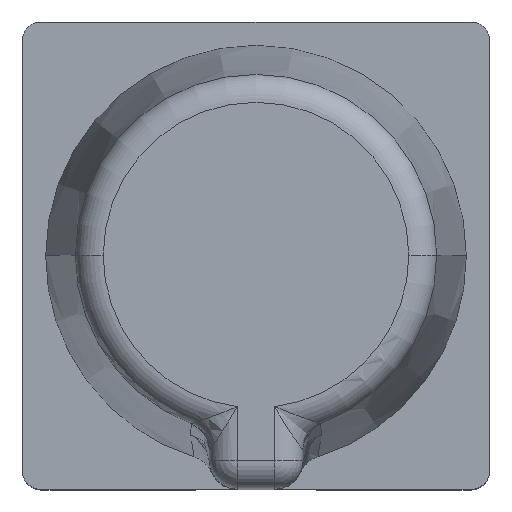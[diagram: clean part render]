
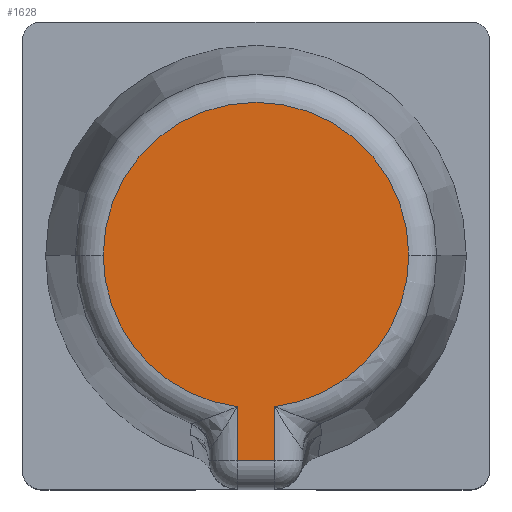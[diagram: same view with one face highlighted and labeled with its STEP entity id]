
A CAD part, top view. The second image highlights one B-rep face of the part: STEP entity #1628.
In plain terms, the highlighted planar face has unit normal (0, 0, 1).
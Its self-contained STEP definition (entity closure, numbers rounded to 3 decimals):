
#29 = ORIENTED_EDGE ( 'NONE', *, *, #1099, .T. ) ;
#147 = VECTOR ( 'NONE', #1247, 1000. ) ;
#180 = EDGE_CURVE ( 'NONE', #1737, #1341, #277, .T. ) ;
#193 = LINE ( 'NONE', #389, #364 ) ;
#216 = CARTESIAN_POINT ( 'NONE',  ( 0., 0., 74.6 ) ) ;
#277 = CIRCLE ( 'NONE', #1222, 16.339 ) ;
#304 = VERTEX_POINT ( 'NONE', #664 ) ;
#313 = DIRECTION ( 'NONE',  ( 1., 0., 0. ) ) ;
#316 = CARTESIAN_POINT ( 'NONE',  ( -2., 0., 74.6 ) ) ;
#325 = ORIENTED_EDGE ( 'NONE', *, *, #1689, .T. ) ;
#352 = DIRECTION ( 'NONE',  ( 0., 0., 1. ) ) ;
#355 = EDGE_LOOP ( 'NONE', ( #1325, #29, #1009, #325, #1214, #438 ) ) ;
#364 = VECTOR ( 'NONE', #1450, 1000. ) ;
#389 = CARTESIAN_POINT ( 'NONE',  ( 5., -22., 74.6 ) ) ;
#393 = VECTOR ( 'NONE', #883, 1000. ) ;
#438 = ORIENTED_EDGE ( 'NONE', *, *, #1593, .T. ) ;
#497 = LINE ( 'NONE', #316, #147 ) ;
#581 = VERTEX_POINT ( 'NONE', #1485 ) ;
#631 = DIRECTION ( 'NONE',  ( 1., 0., 0. ) ) ;
#636 = VERTEX_POINT ( 'NONE', #803 ) ;
#664 = CARTESIAN_POINT ( 'NONE',  ( 2., -22., 74.6 ) ) ;
#755 = CARTESIAN_POINT ( 'NONE',  ( -16.339, 0., 74.6 ) ) ;
#803 = CARTESIAN_POINT ( 'NONE',  ( 2., -16.216, 74.6 ) ) ;
#821 = LINE ( 'NONE', #919, #393 ) ;
#868 = AXIS2_PLACEMENT_3D ( 'NONE', #1425, #352, #631 ) ;
#883 = DIRECTION ( 'NONE',  ( 0., 1., 0. ) ) ;
#919 = CARTESIAN_POINT ( 'NONE',  ( 2., 0., 74.6 ) ) ;
#982 = CARTESIAN_POINT ( 'NONE',  ( 0., 0., 74.6 ) ) ;
#992 = CARTESIAN_POINT ( 'NONE',  ( 0., 0., 74.6 ) ) ;
#993 = CIRCLE ( 'NONE', #1521, 16.339 ) ;
#995 = FACE_OUTER_BOUND ( 'NONE', #355, .T. ) ;
#1009 = ORIENTED_EDGE ( 'NONE', *, *, #1332, .T. ) ;
#1099 = EDGE_CURVE ( 'NONE', #304, #636, #821, .T. ) ;
#1124 = DIRECTION ( 'NONE',  ( 0., 0., 1. ) ) ;
#1125 = DIRECTION ( 'NONE',  ( 0., 0., 1. ) ) ;
#1144 = CARTESIAN_POINT ( 'NONE',  ( -2., -16.216, 74.6 ) ) ;
#1194 = CARTESIAN_POINT ( 'NONE',  ( 16.339, 0., 74.6 ) ) ;
#1214 = ORIENTED_EDGE ( 'NONE', *, *, #180, .T. ) ;
#1218 = EDGE_CURVE ( 'NONE', #581, #304, #193, .T. ) ;
#1222 = AXIS2_PLACEMENT_3D ( 'NONE', #992, #1125, #1252 ) ;
#1247 = DIRECTION ( 'NONE',  ( 0., -1., 0. ) ) ;
#1252 = DIRECTION ( 'NONE',  ( 1., 0., 0. ) ) ;
#1325 = ORIENTED_EDGE ( 'NONE', *, *, #1218, .T. ) ;
#1332 = EDGE_CURVE ( 'NONE', #636, #1371, #1693, .T. ) ;
#1341 = VERTEX_POINT ( 'NONE', #1144 ) ;
#1371 = VERTEX_POINT ( 'NONE', #1194 ) ;
#1396 = DIRECTION ( 'NONE',  ( 1., 0., 0. ) ) ;
#1425 = CARTESIAN_POINT ( 'NONE',  ( 0., 0., 74.6 ) ) ;
#1445 = AXIS2_PLACEMENT_3D ( 'NONE', #982, #1640, #313 ) ;
#1450 = DIRECTION ( 'NONE',  ( 1., 0., 0. ) ) ;
#1485 = CARTESIAN_POINT ( 'NONE',  ( -2., -22., 74.6 ) ) ;
#1521 = AXIS2_PLACEMENT_3D ( 'NONE', #216, #1124, #1396 ) ;
#1593 = EDGE_CURVE ( 'NONE', #1341, #581, #497, .T. ) ;
#1628 = ADVANCED_FACE ( 'NONE', ( #995 ), #1636, .T. ) ;
#1636 = PLANE ( 'NONE',  #1445 ) ;
#1640 = DIRECTION ( 'NONE',  ( 0., 0., 1. ) ) ;
#1689 = EDGE_CURVE ( 'NONE', #1371, #1737, #993, .T. ) ;
#1693 = CIRCLE ( 'NONE', #868, 16.339 ) ;
#1737 = VERTEX_POINT ( 'NONE', #755 ) ;
